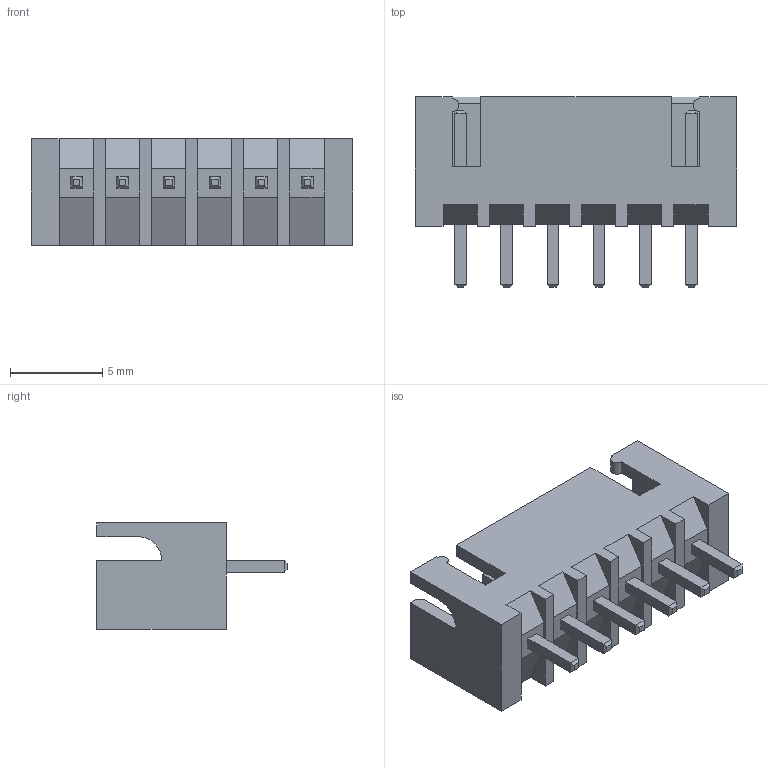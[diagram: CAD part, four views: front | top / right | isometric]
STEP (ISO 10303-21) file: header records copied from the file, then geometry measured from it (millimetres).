
FILE_DESCRIPTION(('FreeCAD Model'),'2;1');
FILE_NAME('Open CASCADE Shape Model','2023-05-22T19:51:59',(''),(''), 'Open CASCADE STEP processor 7.6','FreeCAD','Unknown');
FILE_SCHEMA(('AUTOMOTIVE_DESIGN { 1 0 10303 214 1 1 1 1 }'));
Length unit declared in the file: millimetre
Products named in the file (1): CFBB1A3D-8BDC-42A4-AF78-1D15A43FB3A0
Bounding box: 17.4 x 10.3 x 5.75 mm (x, y, z)
Volume: 323.9 mm3; surface area: 840.5 mm2
Topology: 1 solids, 1 shells, 180 faces, 448 edges, 282 vertices
Faces by surface type: plane 175, cylinder 5
Entity records: 5961 total; most frequent: CARTESIAN_POINT 911, ORIENTED_EDGE 896, DIRECTION 820, EDGE_CURVE 448, LINE 438, VECTOR 438, VERTEX_POINT 282, FACE_BOUND 192
